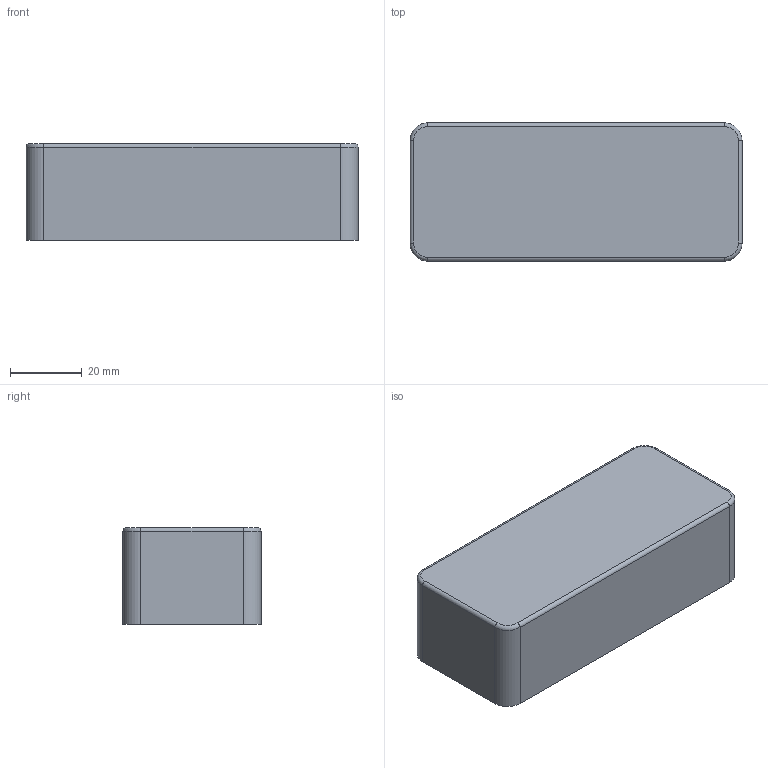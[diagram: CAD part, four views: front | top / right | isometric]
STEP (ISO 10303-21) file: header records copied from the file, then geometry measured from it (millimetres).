
FILE_DESCRIPTION(('FreeCAD Model'),'2;1');
FILE_NAME('Open CASCADE Shape Model','2022-08-04T12:48:07',('Author'),( ''),'Open CASCADE STEP processor 7.6','FreeCAD','Unknown');
FILE_SCHEMA(('AUTOMOTIVE_DESIGN { 1 0 10303 214 1 1 1 1 }'));
Length unit declared in the file: millimetre
Products named in the file (1): Top
Bounding box: 92.6 x 38.5 x 27 mm (x, y, z)
Volume: 22348.5 mm3; surface area: 21050.1 mm2
Topology: 1 solids, 1 shells, 67 faces, 176 edges, 116 vertices
Faces by surface type: plane 31, cylinder 28, torus 8
Full cylindrical faces by diameter (mm): 4 x4
Entity records: 5254 total; most frequent: CARTESIAN_POINT 1810, DIRECTION 618, ORIENTED_EDGE 352, PCURVE 352, DEFINITIONAL_REPRESENTATION 352, LINE 330, VECTOR 330, EDGE_CURVE 176
